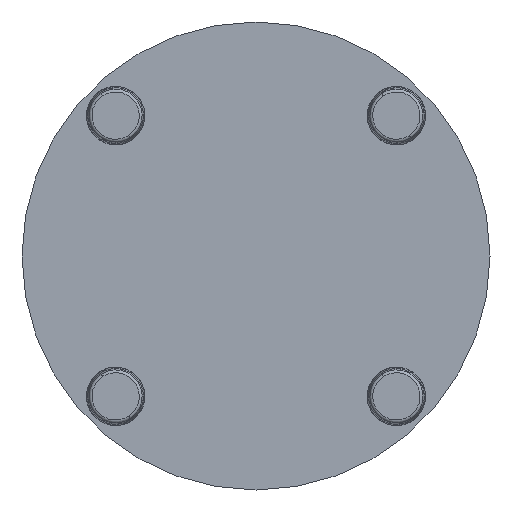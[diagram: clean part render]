
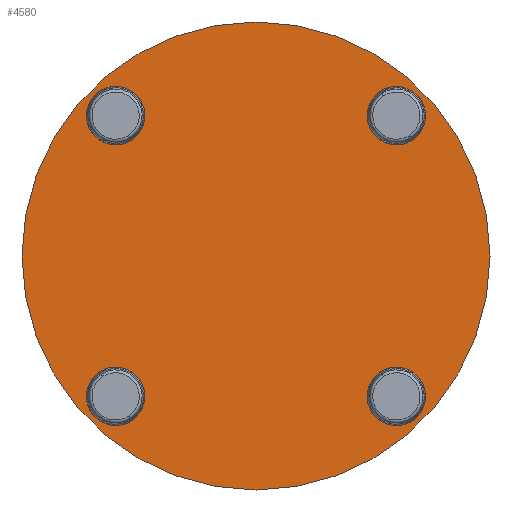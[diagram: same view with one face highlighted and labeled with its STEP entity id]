
A CAD part, front view. The second image highlights one B-rep face of the part: STEP entity #4580.
In plain terms, the highlighted planar face has unit normal (0, -1, 0).
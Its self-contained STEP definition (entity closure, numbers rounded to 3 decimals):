
#462 = ORIENTED_EDGE ( 'NONE', *, *, #13766, .F. ) ;
#517 = ORIENTED_EDGE ( 'NONE', *, *, #2461, .F. ) ;
#778 = CARTESIAN_POINT ( 'NONE',  ( 0., 0., -80. ) ) ;
#1152 = FACE_BOUND ( 'NONE', #13281, .T. ) ;
#1392 = AXIS2_PLACEMENT_3D ( 'NONE', #10740, #8125, #2926 ) ;
#1632 = CIRCLE ( 'NONE', #14313, 80. ) ;
#1828 = EDGE_CURVE ( 'NONE', #13575, #6589, #13296, .T. ) ;
#1936 = AXIS2_PLACEMENT_3D ( 'NONE', #14556, #5404, #15803 ) ;
#2070 = CARTESIAN_POINT ( 'NONE',  ( 48., 0., -56.01 ) ) ;
#2135 = CARTESIAN_POINT ( 'NONE',  ( 0., 0., 0. ) ) ;
#2143 = PLANE ( 'NONE',  #8249 ) ;
#2199 = EDGE_CURVE ( 'NONE', #8047, #12575, #10442, .T. ) ;
#2263 = CARTESIAN_POINT ( 'NONE',  ( -48., 0., 56.01 ) ) ;
#2315 = DIRECTION ( 'NONE',  ( 0., -1., 0. ) ) ;
#2461 = EDGE_CURVE ( 'NONE', #16764, #8694, #12086, .T. ) ;
#2597 = CARTESIAN_POINT ( 'NONE',  ( -48., 0., -56.01 ) ) ;
#2628 = CARTESIAN_POINT ( 'NONE',  ( -48., 0., -48. ) ) ;
#2783 = DIRECTION ( 'NONE',  ( 0., -1., 0. ) ) ;
#2926 = DIRECTION ( 'NONE',  ( 0., 0., -1. ) ) ;
#3148 = ORIENTED_EDGE ( 'NONE', *, *, #1828, .F. ) ;
#3226 = DIRECTION ( 'NONE',  ( 0., 0., -1. ) ) ;
#3626 = DIRECTION ( 'NONE',  ( 0., 0., -1. ) ) ;
#3693 = DIRECTION ( 'NONE',  ( 0., -1., 0. ) ) ;
#3986 = CIRCLE ( 'NONE', #13300, 8.01 ) ;
#4580 = ADVANCED_FACE ( 'NONE', ( #14056, #8509, #1152, #10405, #16285 ), #2143, .T. ) ;
#4692 = VERTEX_POINT ( 'NONE', #2263 ) ;
#4844 = VERTEX_POINT ( 'NONE', #10812 ) ;
#5258 = DIRECTION ( 'NONE',  ( 0., 0., -1. ) ) ;
#5404 = DIRECTION ( 'NONE',  ( 0., -1., 0. ) ) ;
#5654 = AXIS2_PLACEMENT_3D ( 'NONE', #9682, #3693, #11281 ) ;
#6254 = EDGE_CURVE ( 'NONE', #4844, #4692, #10317, .T. ) ;
#6589 = VERTEX_POINT ( 'NONE', #2597 ) ;
#6607 = EDGE_CURVE ( 'NONE', #6919, #9777, #13934, .T. ) ;
#6919 = VERTEX_POINT ( 'NONE', #778 ) ;
#7182 = ORIENTED_EDGE ( 'NONE', *, *, #15794, .T. ) ;
#7204 = ORIENTED_EDGE ( 'NONE', *, *, #9877, .F. ) ;
#7234 = DIRECTION ( 'NONE',  ( 0., -1., 0. ) ) ;
#7267 = EDGE_CURVE ( 'NONE', #12575, #8047, #8236, .T. ) ;
#7326 = DIRECTION ( 'NONE',  ( 0., -1., 0. ) ) ;
#7686 = EDGE_LOOP ( 'NONE', ( #7204, #517 ) ) ;
#7756 = DIRECTION ( 'NONE',  ( 0., 0., 1. ) ) ;
#8047 = VERTEX_POINT ( 'NONE', #8407 ) ;
#8125 = DIRECTION ( 'NONE',  ( 0., -1., 0. ) ) ;
#8236 = CIRCLE ( 'NONE', #13783, 8.01 ) ;
#8249 = AXIS2_PLACEMENT_3D ( 'NONE', #16433, #11114, #3226 ) ;
#8407 = CARTESIAN_POINT ( 'NONE',  ( 48., 0., 39.99 ) ) ;
#8454 = DIRECTION ( 'NONE',  ( 0., 0., 1. ) ) ;
#8509 = FACE_BOUND ( 'NONE', #7686, .T. ) ;
#8549 = ORIENTED_EDGE ( 'NONE', *, *, #12863, .F. ) ;
#8666 = DIRECTION ( 'NONE',  ( 0., 0., -1. ) ) ;
#8694 = VERTEX_POINT ( 'NONE', #2070 ) ;
#8971 = ORIENTED_EDGE ( 'NONE', *, *, #6607, .T. ) ;
#9239 = AXIS2_PLACEMENT_3D ( 'NONE', #10180, #2315, #15426 ) ;
#9351 = CIRCLE ( 'NONE', #10003, 8.01 ) ;
#9682 = CARTESIAN_POINT ( 'NONE',  ( 48., 0., 48. ) ) ;
#9777 = VERTEX_POINT ( 'NONE', #13936 ) ;
#9877 = EDGE_CURVE ( 'NONE', #8694, #16764, #3986, .T. ) ;
#10002 = ORIENTED_EDGE ( 'NONE', *, *, #2199, .F. ) ;
#10003 = AXIS2_PLACEMENT_3D ( 'NONE', #2628, #11819, #7756 ) ;
#10180 = CARTESIAN_POINT ( 'NONE',  ( 48., 0., -48. ) ) ;
#10255 = ORIENTED_EDGE ( 'NONE', *, *, #7267, .F. ) ;
#10317 = CIRCLE ( 'NONE', #1392, 8.01 ) ;
#10405 = FACE_BOUND ( 'NONE', #15666, .T. ) ;
#10442 = CIRCLE ( 'NONE', #5654, 8.01 ) ;
#10740 = CARTESIAN_POINT ( 'NONE',  ( -48., 0., 48. ) ) ;
#10812 = CARTESIAN_POINT ( 'NONE',  ( -48., 0., 39.99 ) ) ;
#10915 = AXIS2_PLACEMENT_3D ( 'NONE', #14010, #16622, #3626 ) ;
#11114 = DIRECTION ( 'NONE',  ( 0., -1., 0. ) ) ;
#11281 = DIRECTION ( 'NONE',  ( 0., 0., 1. ) ) ;
#11807 = CARTESIAN_POINT ( 'NONE',  ( 48., 0., -48. ) ) ;
#11819 = DIRECTION ( 'NONE',  ( 0., -1., 0. ) ) ;
#12086 = CIRCLE ( 'NONE', #9239, 8.01 ) ;
#12224 = EDGE_LOOP ( 'NONE', ( #8971, #7182 ) ) ;
#12575 = VERTEX_POINT ( 'NONE', #14876 ) ;
#12863 = EDGE_CURVE ( 'NONE', #6589, #13575, #9351, .T. ) ;
#13083 = AXIS2_PLACEMENT_3D ( 'NONE', #15119, #7234, #8454 ) ;
#13089 = ORIENTED_EDGE ( 'NONE', *, *, #6254, .F. ) ;
#13281 = EDGE_LOOP ( 'NONE', ( #10002, #10255 ) ) ;
#13296 = CIRCLE ( 'NONE', #13083, 8.01 ) ;
#13300 = AXIS2_PLACEMENT_3D ( 'NONE', #11807, #2783, #5258 ) ;
#13441 = DIRECTION ( 'NONE',  ( 0., 0., 1. ) ) ;
#13444 = CARTESIAN_POINT ( 'NONE',  ( 48., 0., -39.99 ) ) ;
#13575 = VERTEX_POINT ( 'NONE', #13620 ) ;
#13620 = CARTESIAN_POINT ( 'NONE',  ( -48., 0., -39.99 ) ) ;
#13766 = EDGE_CURVE ( 'NONE', #4692, #4844, #14451, .T. ) ;
#13783 = AXIS2_PLACEMENT_3D ( 'NONE', #15886, #16099, #13441 ) ;
#13934 = CIRCLE ( 'NONE', #1936, 80. ) ;
#13936 = CARTESIAN_POINT ( 'NONE',  ( 0., 0., 80. ) ) ;
#14010 = CARTESIAN_POINT ( 'NONE',  ( -48., 0., 48. ) ) ;
#14056 = FACE_BOUND ( 'NONE', #16397, .T. ) ;
#14313 = AXIS2_PLACEMENT_3D ( 'NONE', #2135, #7326, #8666 ) ;
#14451 = CIRCLE ( 'NONE', #10915, 8.01 ) ;
#14556 = CARTESIAN_POINT ( 'NONE',  ( 0., 0., 0. ) ) ;
#14876 = CARTESIAN_POINT ( 'NONE',  ( 48., 0., 56.01 ) ) ;
#15119 = CARTESIAN_POINT ( 'NONE',  ( -48., 0., -48. ) ) ;
#15426 = DIRECTION ( 'NONE',  ( 0., 0., -1. ) ) ;
#15666 = EDGE_LOOP ( 'NONE', ( #13089, #462 ) ) ;
#15794 = EDGE_CURVE ( 'NONE', #9777, #6919, #1632, .T. ) ;
#15803 = DIRECTION ( 'NONE',  ( 0., 0., -1. ) ) ;
#15886 = CARTESIAN_POINT ( 'NONE',  ( 48., 0., 48. ) ) ;
#16099 = DIRECTION ( 'NONE',  ( 0., -1., 0. ) ) ;
#16285 = FACE_OUTER_BOUND ( 'NONE', #12224, .T. ) ;
#16397 = EDGE_LOOP ( 'NONE', ( #8549, #3148 ) ) ;
#16433 = CARTESIAN_POINT ( 'NONE',  ( 0., 0., 0. ) ) ;
#16622 = DIRECTION ( 'NONE',  ( 0., -1., 0. ) ) ;
#16764 = VERTEX_POINT ( 'NONE', #13444 ) ;
